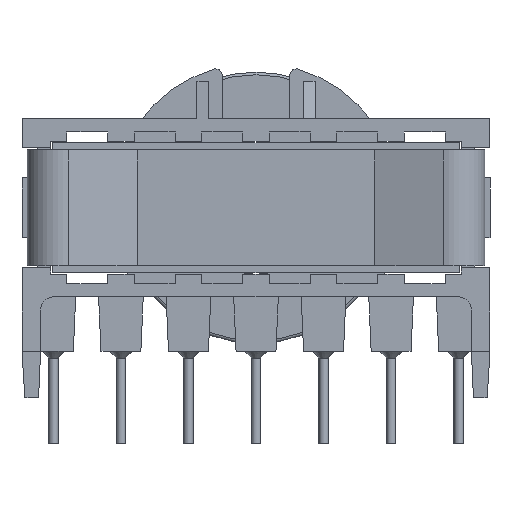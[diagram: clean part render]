
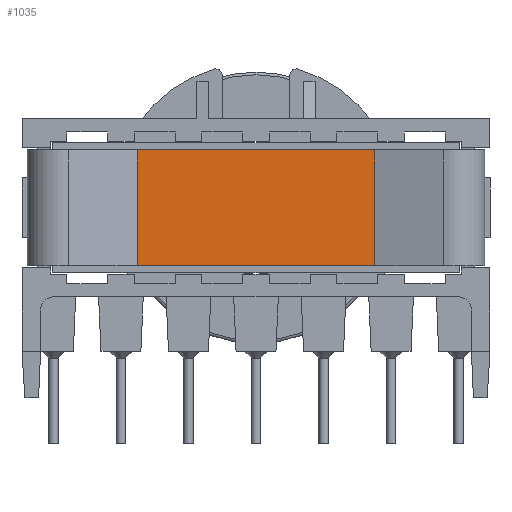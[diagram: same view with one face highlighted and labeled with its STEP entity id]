
A CAD part, front view. The second image highlights one B-rep face of the part: STEP entity #1035.
In plain terms, the highlighted planar face has unit normal (0, -1, 0).
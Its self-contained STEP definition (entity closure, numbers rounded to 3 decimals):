
#979=CARTESIAN_POINT('',(8.94,-16.05,18.65));
#980=VERTEX_POINT('',#979);
#987=CARTESIAN_POINT('',(8.94,-16.05,9.95));
#988=VERTEX_POINT('',#987);
#989=CARTESIAN_POINT('',(8.94,-16.05,9.95));
#990=DIRECTION('',(0.0,0.0,1.0));
#991=VECTOR('',#990,8.7);
#992=LINE('',#989,#991);
#993=EDGE_CURVE('',#988,#980,#992,.T.);
#1005=CARTESIAN_POINT('',(8.94,-16.05,9.95));
#1006=DIRECTION('',(0.0,-1.0,0.0));
#1007=DIRECTION('',(0.0,0.0,-1.0));
#1008=AXIS2_PLACEMENT_3D('',#1005,#1006,#1007);
#1009=PLANE('',#1008);
#1010=CARTESIAN_POINT('',(-8.94,-16.05,18.65));
#1011=VERTEX_POINT('',#1010);
#1012=CARTESIAN_POINT('',(8.94,-16.05,18.65));
#1013=DIRECTION('',(-1.0,0.0,0.0));
#1014=VECTOR('',#1013,17.879);
#1015=LINE('',#1012,#1014);
#1016=EDGE_CURVE('',#980,#1011,#1015,.T.);
#1017=ORIENTED_EDGE('',*,*,#1016,.T.);
#1018=CARTESIAN_POINT('',(-8.94,-16.05,9.95));
#1019=VERTEX_POINT('',#1018);
#1020=CARTESIAN_POINT('',(-8.94,-16.05,9.95));
#1021=DIRECTION('',(0.0,0.0,1.0));
#1022=VECTOR('',#1021,8.7);
#1023=LINE('',#1020,#1022);
#1024=EDGE_CURVE('',#1019,#1011,#1023,.T.);
#1025=ORIENTED_EDGE('',*,*,#1024,.F.);
#1026=CARTESIAN_POINT('',(-8.94,-16.05,9.95));
#1027=DIRECTION('',(1.0,0.0,0.0));
#1028=VECTOR('',#1027,17.879);
#1029=LINE('',#1026,#1028);
#1030=EDGE_CURVE('',#1019,#988,#1029,.T.);
#1031=ORIENTED_EDGE('',*,*,#1030,.T.);
#1032=ORIENTED_EDGE('',*,*,#993,.T.);
#1033=EDGE_LOOP('',(#1017,#1025,#1031,#1032));
#1034=FACE_OUTER_BOUND('',#1033,.T.);
#1035=ADVANCED_FACE('',(#1034),#1009,.T.);
